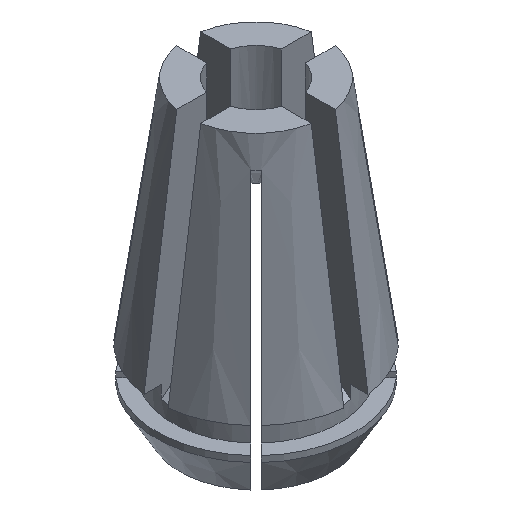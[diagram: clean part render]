
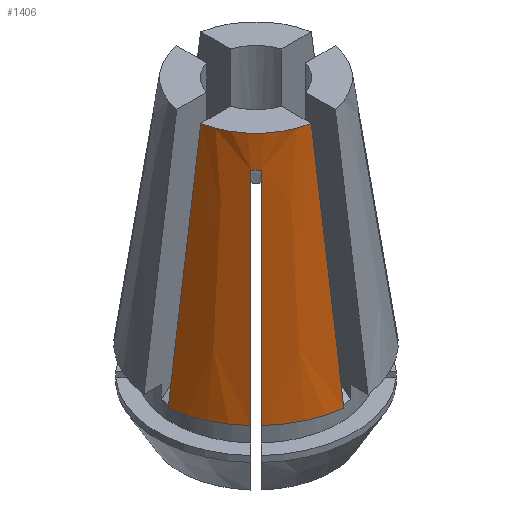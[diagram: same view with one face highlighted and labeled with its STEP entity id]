
A CAD part, isometric view. The second image highlights one B-rep face of the part: STEP entity #1406.
In plain terms, the highlighted conical face has half-angle 8 degrees and reference radius 10.45 mm.
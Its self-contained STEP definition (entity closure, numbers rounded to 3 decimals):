
#20 = VERTEX_POINT ( 'NONE', #3179 ) ;
#31 = B_SPLINE_CURVE_WITH_KNOTS ( 'NONE', 3,
 ( #3026, #1371, #2792, #1389, #81, #1651, #886 ),
 .UNSPECIFIED., .F., .F.,
 ( 4, 3, 4 ),
 ( 0.003, 0.012, 0.024 ),
 .UNSPECIFIED. ) ;
#78 = CARTESIAN_POINT ( 'NONE',  ( -10.375, -1.25, -23.9 ) ) ;
#81 = CARTESIAN_POINT ( 'NONE',  ( -6.352, -6.882, -16.185 ) ) ;
#280 = CARTESIAN_POINT ( 'NONE',  ( 0., 0., -23.9 ) ) ;
#308 = ORIENTED_EDGE ( 'NONE', *, *, #2712, .T. ) ;
#315 = VERTEX_POINT ( 'NONE', #1837 ) ;
#317 = B_SPLINE_CURVE_WITH_KNOTS ( 'NONE', 3,
 ( #802, #1571, #535, #1834, #1280, #3172, #1579 ),
 .UNSPECIFIED., .F., .F.,
 ( 4, 3, 4 ),
 ( 0.003, 0.012, 0.024 ),
 .UNSPECIFIED. ) ;
#386 = AXIS2_PLACEMENT_3D ( 'NONE', #1492, #1530, #1270 ) ;
#422 = VERTEX_POINT ( 'NONE', #1283 ) ;
#459 = CIRCLE ( 'NONE', #851, 7.091 ) ;
#491 = CARTESIAN_POINT ( 'NONE',  ( -5.041, -5.571, -3.007 ) ) ;
#492 = CARTESIAN_POINT ( 'NONE',  ( -5.403, -5.225, -2.998 ) ) ;
#535 = CARTESIAN_POINT ( 'NONE',  ( -6.19, -5.659, -9.221 ) ) ;
#618 = CARTESIAN_POINT ( 'NONE',  ( -6.98, -1.25, 0. ) ) ;
#639 = EDGE_CURVE ( 'NONE', #2398, #1493, #2791, .T. ) ;
#666 = CARTESIAN_POINT ( 'NONE',  ( -1.25, -8.117, -7.966 ) ) ;
#700 = DIRECTION ( 'NONE',  ( 1., 0., 0. ) ) ;
#773 = VERTEX_POINT ( 'NONE', #1717 ) ;
#797 = ORIENTED_EDGE ( 'NONE', *, *, #856, .F. ) ;
#802 = CARTESIAN_POINT ( 'NONE',  ( -5.571, -5.041, -3.007 ) ) ;
#811 = EDGE_CURVE ( 'NONE', #315, #2398, #2726, .T. ) ;
#819 = DIRECTION ( 'NONE',  ( 1., 0., 0. ) ) ;
#851 = AXIS2_PLACEMENT_3D ( 'NONE', #2950, #1350, #1324 ) ;
#856 = EDGE_CURVE ( 'NONE', #1110, #773, #2984, .T. ) ;
#886 = CARTESIAN_POINT ( 'NONE',  ( -7.119, -7.649, -23.9 ) ) ;
#911 = CARTESIAN_POINT ( 'NONE',  ( -8.117, -1.25, -7.966 ) ) ;
#978 = CARTESIAN_POINT ( 'NONE',  ( 0., 0., -23.9 ) ) ;
#1110 = VERTEX_POINT ( 'NONE', #1680 ) ;
#1256 = ORIENTED_EDGE ( 'NONE', *, *, #639, .T. ) ;
#1270 = DIRECTION ( 'NONE',  ( -1., 0., 0. ) ) ;
#1280 = CARTESIAN_POINT ( 'NONE',  ( -6.882, -6.352, -16.185 ) ) ;
#1283 = CARTESIAN_POINT ( 'NONE',  ( -7.119, -7.649, -23.9 ) ) ;
#1324 = DIRECTION ( 'NONE',  ( 1., 0., 0. ) ) ;
#1350 = DIRECTION ( 'NONE',  ( 0., 0., 1. ) ) ;
#1371 = CARTESIAN_POINT ( 'NONE',  ( -5.35, -5.88, -6.114 ) ) ;
#1389 = CARTESIAN_POINT ( 'NONE',  ( -5.968, -6.499, -12.327 ) ) ;
#1406 = ADVANCED_FACE ( 'NONE', ( #2899 ), #2226, .T. ) ;
#1422 = CARTESIAN_POINT ( 'NONE',  ( -7.649, -7.119, -23.9 ) ) ;
#1484 = EDGE_CURVE ( 'NONE', #20, #1493, #317, .T. ) ;
#1492 = CARTESIAN_POINT ( 'NONE',  ( 0., 0., -23.9 ) ) ;
#1493 = VERTEX_POINT ( 'NONE', #1422 ) ;
#1497 = CARTESIAN_POINT ( 'NONE',  ( -1.25, -10.375, -23.9 ) ) ;
#1530 = DIRECTION ( 'NONE',  ( 0., 0., -1. ) ) ;
#1571 = CARTESIAN_POINT ( 'NONE',  ( -5.88, -5.35, -6.114 ) ) ;
#1579 = CARTESIAN_POINT ( 'NONE',  ( -7.649, -7.119, -23.9 ) ) ;
#1584 = CIRCLE ( 'NONE', #2842, 10.45 ) ;
#1623 = B_SPLINE_CURVE_WITH_KNOTS ( 'NONE', 3,
 ( #1832, #492, #2905, #3151 ),
 .UNSPECIFIED., .F., .F.,
 ( 4, 4 ),
 ( 0.004, 0.005 ),
 .UNSPECIFIED. ) ;
#1629 = EDGE_LOOP ( 'NONE', ( #2918, #308, #1704, #3360, #797, #2342, #3126, #1256 ) ) ;
#1647 = DIRECTION ( 'NONE',  ( 0., 0., 1. ) ) ;
#1651 = CARTESIAN_POINT ( 'NONE',  ( -6.736, -7.266, -20.042 ) ) ;
#1680 = CARTESIAN_POINT ( 'NONE',  ( -1.25, -6.98, 0. ) ) ;
#1700 = VERTEX_POINT ( 'NONE', #491 ) ;
#1704 = ORIENTED_EDGE ( 'NONE', *, *, #2134, .T. ) ;
#1717 = CARTESIAN_POINT ( 'NONE',  ( -1.25, -10.375, -23.9 ) ) ;
#1832 = CARTESIAN_POINT ( 'NONE',  ( -5.571, -5.041, -3.007 ) ) ;
#1834 = CARTESIAN_POINT ( 'NONE',  ( -6.499, -5.968, -12.327 ) ) ;
#1837 = CARTESIAN_POINT ( 'NONE',  ( -6.98, -1.25, 0. ) ) ;
#1990 = CARTESIAN_POINT ( 'NONE',  ( -9.247, -1.25, -15.933 ) ) ;
#2134 = EDGE_CURVE ( 'NONE', #1700, #422, #31, .T. ) ;
#2198 = CARTESIAN_POINT ( 'NONE',  ( -10.375, -1.25, -23.9 ) ) ;
#2226 = CONICAL_SURFACE ( 'NONE', #386, 10.45, 0.14 ) ;
#2342 = ORIENTED_EDGE ( 'NONE', *, *, #2353, .F. ) ;
#2353 = EDGE_CURVE ( 'NONE', #315, #1110, #459, .T. ) ;
#2398 = VERTEX_POINT ( 'NONE', #2198 ) ;
#2560 = EDGE_CURVE ( 'NONE', #422, #773, #1584, .T. ) ;
#2587 = CARTESIAN_POINT ( 'NONE',  ( -1.25, -9.247, -15.933 ) ) ;
#2633 = AXIS2_PLACEMENT_3D ( 'NONE', #280, #1647, #819 ) ;
#2712 = EDGE_CURVE ( 'NONE', #20, #1700, #1623, .T. ) ;
#2726 = B_SPLINE_CURVE_WITH_KNOTS ( 'NONE', 3,
 ( #618, #911, #1990, #78 ),
 .UNSPECIFIED., .F., .F.,
 ( 4, 4 ),
 ( 0.023, 0.047 ),
 .UNSPECIFIED. ) ;
#2791 = CIRCLE ( 'NONE', #2633, 10.45 ) ;
#2792 = CARTESIAN_POINT ( 'NONE',  ( -5.659, -6.19, -9.221 ) ) ;
#2842 = AXIS2_PLACEMENT_3D ( 'NONE', #978, #2875, #700 ) ;
#2875 = DIRECTION ( 'NONE',  ( 0., 0., 1. ) ) ;
#2899 = FACE_OUTER_BOUND ( 'NONE', #1629, .T. ) ;
#2905 = CARTESIAN_POINT ( 'NONE',  ( -5.224, -5.404, -2.998 ) ) ;
#2918 = ORIENTED_EDGE ( 'NONE', *, *, #1484, .F. ) ;
#2950 = CARTESIAN_POINT ( 'NONE',  ( 0., 0., 0. ) ) ;
#2984 = B_SPLINE_CURVE_WITH_KNOTS ( 'NONE', 3,
 ( #3108, #666, #2587, #1497 ),
 .UNSPECIFIED., .F., .F.,
 ( 4, 4 ),
 ( 0.023, 0.047 ),
 .UNSPECIFIED. ) ;
#3026 = CARTESIAN_POINT ( 'NONE',  ( -5.041, -5.571, -3.007 ) ) ;
#3108 = CARTESIAN_POINT ( 'NONE',  ( -1.25, -6.98, 0. ) ) ;
#3126 = ORIENTED_EDGE ( 'NONE', *, *, #811, .T. ) ;
#3151 = CARTESIAN_POINT ( 'NONE',  ( -5.041, -5.571, -3.007 ) ) ;
#3172 = CARTESIAN_POINT ( 'NONE',  ( -7.266, -6.736, -20.042 ) ) ;
#3179 = CARTESIAN_POINT ( 'NONE',  ( -5.571, -5.041, -3.007 ) ) ;
#3360 = ORIENTED_EDGE ( 'NONE', *, *, #2560, .T. ) ;
